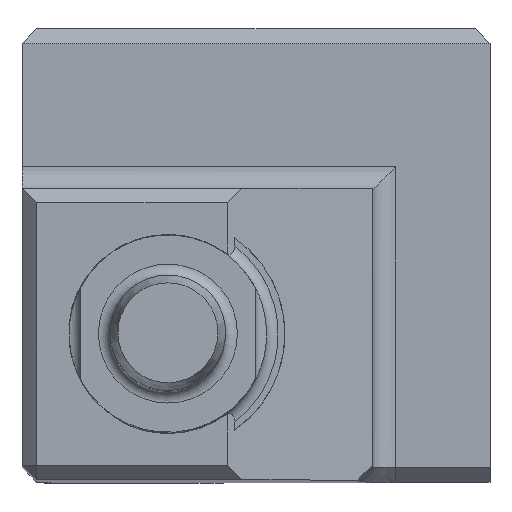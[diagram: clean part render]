
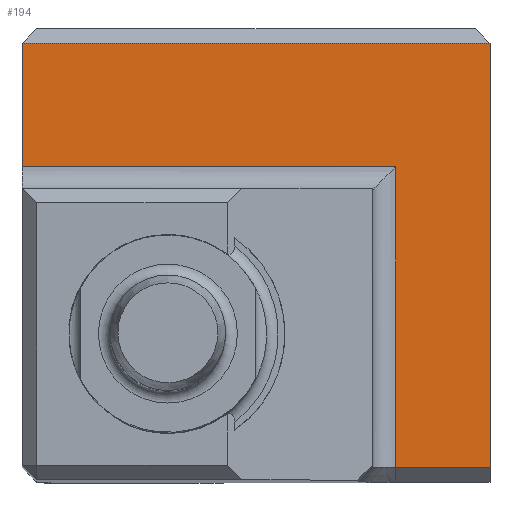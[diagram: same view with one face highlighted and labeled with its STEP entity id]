
A CAD part, top view. The second image highlights one B-rep face of the part: STEP entity #194.
In plain terms, the highlighted planar face has unit normal (0, 0, 1).
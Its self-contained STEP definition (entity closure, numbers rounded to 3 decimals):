
#194=ADVANCED_FACE('',(#314),#267,.F.);
#267=PLANE('',#1449);
#314=FACE_OUTER_BOUND('',#371,.T.);
#371=EDGE_LOOP('',(#792,#793,#794,#795,#796,#797));
#483=LINE('',#2084,#589);
#492=LINE('',#2104,#598);
#511=LINE('',#2163,#617);
#512=LINE('',#2164,#618);
#513=LINE('',#2166,#619);
#514=LINE('',#2168,#620);
#589=VECTOR('',#1634,1.);
#598=VECTOR('',#1651,1.);
#617=VECTOR('',#1694,1.);
#618=VECTOR('',#1695,1.);
#619=VECTOR('',#1696,1.);
#620=VECTOR('',#1697,1.);
#792=ORIENTED_EDGE('',*,*,#1177,.F.);
#793=ORIENTED_EDGE('',*,*,#1211,.T.);
#794=ORIENTED_EDGE('',*,*,#1188,.F.);
#795=ORIENTED_EDGE('',*,*,#1212,.T.);
#796=ORIENTED_EDGE('',*,*,#1213,.T.);
#797=ORIENTED_EDGE('',*,*,#1214,.T.);
#1055=VERTEX_POINT('',#2083);
#1056=VERTEX_POINT('',#2085);
#1063=VERTEX_POINT('',#2105);
#1064=VERTEX_POINT('',#2106);
#1075=VERTEX_POINT('',#2165);
#1076=VERTEX_POINT('',#2167);
#1177=EDGE_CURVE('',#1055,#1056,#483,.T.);
#1188=EDGE_CURVE('',#1063,#1064,#492,.T.);
#1211=EDGE_CURVE('',#1055,#1064,#511,.T.);
#1212=EDGE_CURVE('',#1063,#1075,#512,.T.);
#1213=EDGE_CURVE('',#1075,#1076,#513,.T.);
#1214=EDGE_CURVE('',#1076,#1056,#514,.T.);
#1449=AXIS2_PLACEMENT_3D('',#2169,#1698,#1699);
#1634=DIRECTION('',(0.,-1.,0.));
#1651=DIRECTION('',(0.,1.,0.));
#1694=DIRECTION('',(-1.,0.,0.));
#1695=DIRECTION('',(1.,0.,0.));
#1696=DIRECTION('',(0.,-1.,0.));
#1697=DIRECTION('',(1.,0.,0.));
#1698=DIRECTION('',(0.,0.,-1.));
#1699=DIRECTION('',(-1.,0.,0.));
#2083=CARTESIAN_POINT('',(4.025,15.,-42.));
#2084=CARTESIAN_POINT('',(4.025,15.5,-42.));
#2085=CARTESIAN_POINT('',(4.025,0.5,-42.));
#2104=CARTESIAN_POINT('',(-11.975,9.975,-42.));
#2105=CARTESIAN_POINT('',(-11.975,10.775,-42.));
#2106=CARTESIAN_POINT('',(-11.975,15.,-42.));
#2163=CARTESIAN_POINT('',(-11.975,15.,-42.));
#2164=CARTESIAN_POINT('',(0.,10.775,-42.));
#2165=CARTESIAN_POINT('',(0.8,10.775,-42.));
#2166=CARTESIAN_POINT('',(0.8,0.,-42.));
#2167=CARTESIAN_POINT('',(0.8,0.5,-42.));
#2168=CARTESIAN_POINT('',(0.,0.5,-42.));
#2169=CARTESIAN_POINT('',(0.,15.5,-42.));
